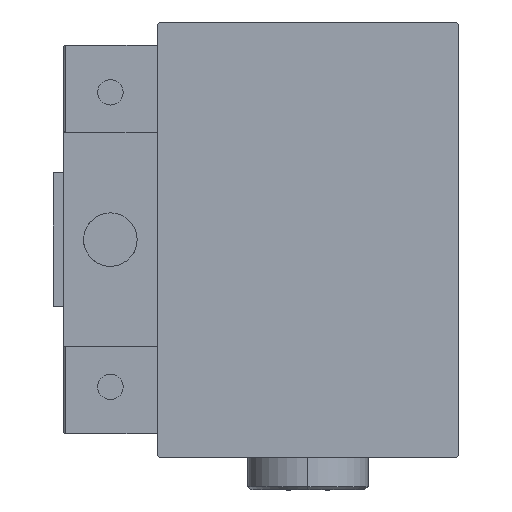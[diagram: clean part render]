
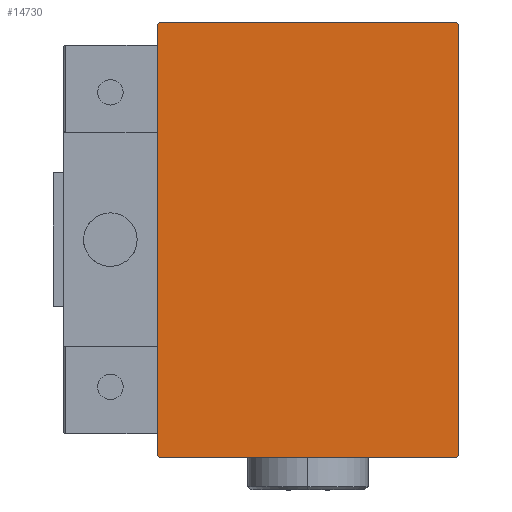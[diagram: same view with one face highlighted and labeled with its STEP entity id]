
A CAD part, left-side view. The second image highlights one B-rep face of the part: STEP entity #14730.
In plain terms, the highlighted face is planar.
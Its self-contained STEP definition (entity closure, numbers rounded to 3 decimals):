
#2003 = CARTESIAN_POINT ( 'NONE',  ( 130., -22.2, -32.5 ) ) ;
#2598 = ORIENTED_EDGE ( 'NONE', *, *, #18987, .T. ) ;
#3274 = CARTESIAN_POINT ( 'NONE',  ( 130., 27.35, 27.35 ) ) ;
#4035 = DIRECTION ( 'NONE',  ( 0., -0.707, 0.707 ) ) ;
#4170 = ORIENTED_EDGE ( 'NONE', *, *, #48487, .T. ) ;
#4203 = CARTESIAN_POINT ( 'NONE',  ( 130., 22.5, -32.5 ) ) ;
#4670 = AXIS2_PLACEMENT_3D ( 'NONE', #15383, #46803, #41623 ) ;
#4708 = VERTEX_POINT ( 'NONE', #37842 ) ;
#5494 = EDGE_CURVE ( 'NONE', #42991, #19944, #23285, .T. ) ;
#6858 = VECTOR ( 'NONE', #30381, 1000. ) ;
#6886 = ORIENTED_EDGE ( 'NONE', *, *, #9459, .T. ) ;
#9459 = EDGE_CURVE ( 'NONE', #18327, #50260, #12647, .T. ) ;
#10005 = LINE ( 'NONE', #48169, #35780 ) ;
#10264 = VECTOR ( 'NONE', #46702, 1000. ) ;
#10665 = DIRECTION ( 'NONE',  ( 0., 0., -1. ) ) ;
#11185 = VERTEX_POINT ( 'NONE', #15334 ) ;
#12409 = ORIENTED_EDGE ( 'NONE', *, *, #49130, .T. ) ;
#12647 = LINE ( 'NONE', #13650, #22551 ) ;
#13631 = DIRECTION ( 'NONE',  ( 0., 0.707, -0.707 ) ) ;
#13650 = CARTESIAN_POINT ( 'NONE',  ( 130., -22.5, -32.5 ) ) ;
#14730 = ADVANCED_FACE ( 'NONE', ( #38027 ), #18456, .T. ) ;
#14767 = LINE ( 'NONE', #34082, #10264 ) ;
#15334 = CARTESIAN_POINT ( 'NONE',  ( 130., -22.5, -32.2 ) ) ;
#15383 = CARTESIAN_POINT ( 'NONE',  ( 130., 0., 0. ) ) ;
#16500 = LINE ( 'NONE', #32206, #6858 ) ;
#16736 = VECTOR ( 'NONE', #39206, 1000. ) ;
#18009 = VERTEX_POINT ( 'NONE', #40671 ) ;
#18327 = VERTEX_POINT ( 'NONE', #2003 ) ;
#18451 = EDGE_LOOP ( 'NONE', ( #6886, #4170, #42559, #45640, #2598, #45698, #23292, #12409 ) ) ;
#18456 = PLANE ( 'NONE',  #4670 ) ;
#18987 = EDGE_CURVE ( 'NONE', #18009, #42991, #16500, .T. ) ;
#19435 = DIRECTION ( 'NONE',  ( 0., -0.707, -0.707 ) ) ;
#19944 = VERTEX_POINT ( 'NONE', #28629 ) ;
#22151 = CARTESIAN_POINT ( 'NONE',  ( 130., 22.5, -32.2 ) ) ;
#22551 = VECTOR ( 'NONE', #24480, 1000. ) ;
#22792 = VERTEX_POINT ( 'NONE', #22151 ) ;
#23285 = LINE ( 'NONE', #37973, #32259 ) ;
#23292 = ORIENTED_EDGE ( 'NONE', *, *, #38348, .T. ) ;
#23513 = EDGE_CURVE ( 'NONE', #22792, #4708, #25835, .T. ) ;
#23582 = CARTESIAN_POINT ( 'NONE',  ( 130., 22.2, -32.5 ) ) ;
#24480 = DIRECTION ( 'NONE',  ( 0., 1., 0. ) ) ;
#25835 = LINE ( 'NONE', #4203, #16736 ) ;
#28629 = CARTESIAN_POINT ( 'NONE',  ( 130., -22.5, 32.2 ) ) ;
#30381 = DIRECTION ( 'NONE',  ( 0., -1., 0. ) ) ;
#32206 = CARTESIAN_POINT ( 'NONE',  ( 130., 22.5, 32.5 ) ) ;
#32259 = VECTOR ( 'NONE', #19435, 1000. ) ;
#34082 = CARTESIAN_POINT ( 'NONE',  ( 130., 27.35, -27.35 ) ) ;
#35780 = VECTOR ( 'NONE', #13631, 1000. ) ;
#37307 = VECTOR ( 'NONE', #4035, 1000. ) ;
#37842 = CARTESIAN_POINT ( 'NONE',  ( 130., 22.5, 32.2 ) ) ;
#37973 = CARTESIAN_POINT ( 'NONE',  ( 130., -27.35, 27.35 ) ) ;
#38027 = FACE_OUTER_BOUND ( 'NONE', #18451, .T. ) ;
#38348 = EDGE_CURVE ( 'NONE', #19944, #11185, #41791, .T. ) ;
#38453 = CARTESIAN_POINT ( 'NONE',  ( 130., -22.5, 32.5 ) ) ;
#39206 = DIRECTION ( 'NONE',  ( 0., 0., 1. ) ) ;
#40671 = CARTESIAN_POINT ( 'NONE',  ( 130., 22.2, 32.5 ) ) ;
#40880 = CARTESIAN_POINT ( 'NONE',  ( 130., -22.2, 32.5 ) ) ;
#41623 = DIRECTION ( 'NONE',  ( 0., 0., -1. ) ) ;
#41791 = LINE ( 'NONE', #38453, #42676 ) ;
#42559 = ORIENTED_EDGE ( 'NONE', *, *, #23513, .T. ) ;
#42676 = VECTOR ( 'NONE', #10665, 1000. ) ;
#42991 = VERTEX_POINT ( 'NONE', #40880 ) ;
#45513 = EDGE_CURVE ( 'NONE', #4708, #18009, #46522, .T. ) ;
#45640 = ORIENTED_EDGE ( 'NONE', *, *, #45513, .T. ) ;
#45698 = ORIENTED_EDGE ( 'NONE', *, *, #5494, .T. ) ;
#46522 = LINE ( 'NONE', #3274, #37307 ) ;
#46702 = DIRECTION ( 'NONE',  ( 0., 0.707, 0.707 ) ) ;
#46803 = DIRECTION ( 'NONE',  ( 1., 0., 0. ) ) ;
#48169 = CARTESIAN_POINT ( 'NONE',  ( 130., -27.35, -27.35 ) ) ;
#48487 = EDGE_CURVE ( 'NONE', #50260, #22792, #14767, .T. ) ;
#49130 = EDGE_CURVE ( 'NONE', #11185, #18327, #10005, .T. ) ;
#50260 = VERTEX_POINT ( 'NONE', #23582 ) ;
